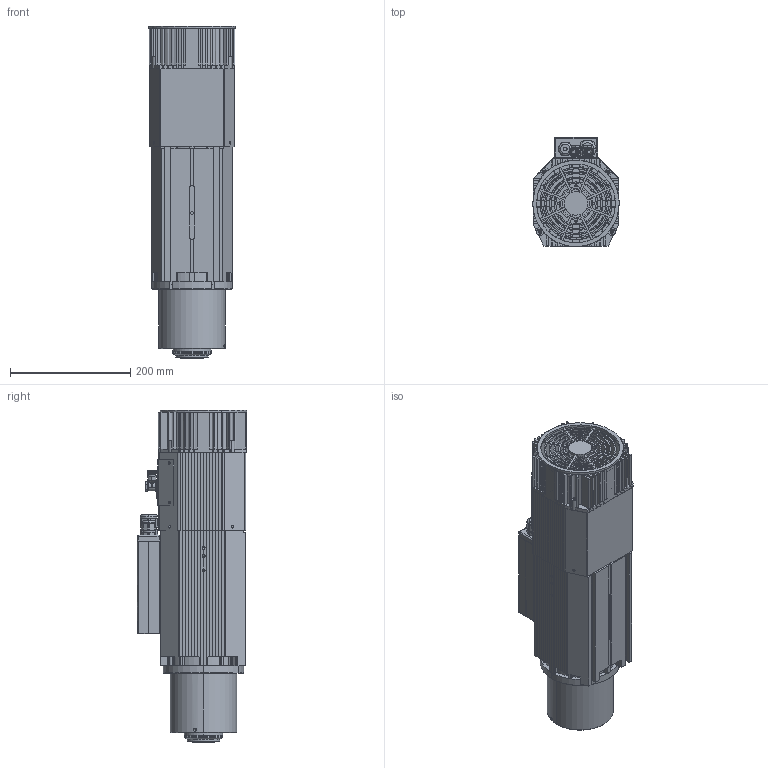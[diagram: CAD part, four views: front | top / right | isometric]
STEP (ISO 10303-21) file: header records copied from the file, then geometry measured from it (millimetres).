
FILE_DESCRIPTION (( 'STEP AP214' ), '1' );
FILE_NAME ('GDL70-24Z-9.0I-4P Long nose.STEP', '2021-05-18T07:25:41', ( '萇齟' ), ( '' ), 'SwSTEP 2.0', 'SolidWorks 2018', '' );
FILE_SCHEMA (( 'AUTOMOTIVE_DESIGN' ));
Length unit declared in the file: millimetre
Products named in the file (18): 珨极傷裔ㄗ酗芛ㄘ; Rc18ァ郲.igs; 偌聽; ァ郲釱; ヶ裔; 瑞欶蟀諉极; 碟菁; dajietou; 瑞欶裔.igs; xiaojiet; 躇猾裔; 瑞欶极; 儂褲; 蟀諉极裔啣; GDL70-24Z-9.0I-4P Long nose; 粣1; 堤盄碟-坶踡裔.step; 堤盄碟-碟裔.igs
Assembly tree (18 placements, depth 2):
  GDL70-24Z-9.0I-4P Long nose
    儂褲
    珨极傷裔ㄗ酗芛ㄘ
    粣1
    躇猾裔
    ヶ裔
    ァ郲釱
    瑞欶蟀諉极
    蟀諉极裔啣
    瑞欶极
    瑞欶裔.igs
    堤盄碟-碟裔.igs
    Rc18ァ郲.igs  x2
    碟菁
    堤盄碟-坶踡裔.step
    xiaojiet
    dajietou
    偌聽
Bounding box: 143.44 x 181.64 x 552.1 mm (x, y, z)
Volume: 2634802.7 mm3; surface area: 995106.2 mm2
Topology: 18 solids, 18 shells, 2230 faces, 6128 edges, 3938 vertices
Faces by surface type: cylinder 792, plane 734, bspline 528, cone 144, torus 24, sphere 8
Entity records: 74205 total; most frequent: CARTESIAN_POINT 19983, ORIENTED_EDGE 11780, DIRECTION 9702, EDGE_CURVE 5890, VERTEX_POINT 3836, AXIS2_PLACEMENT_3D 3469, LINE 2764, VECTOR 2764
